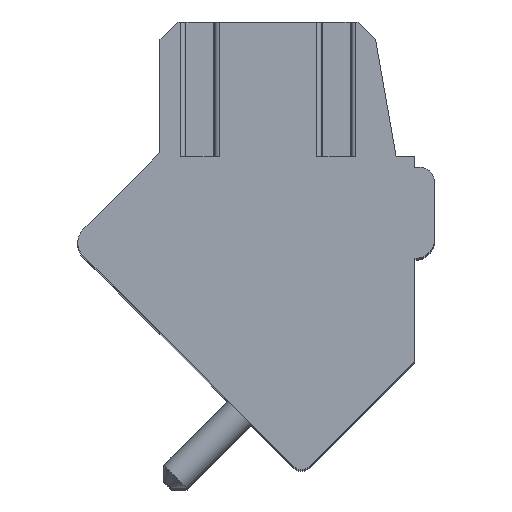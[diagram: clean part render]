
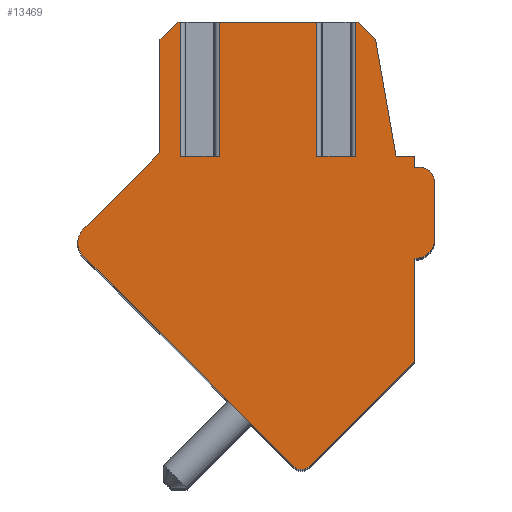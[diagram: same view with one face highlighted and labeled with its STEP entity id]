
A CAD part, top view. The second image highlights one B-rep face of the part: STEP entity #13469.
In plain terms, the highlighted planar face has unit normal (0, 0, 1).
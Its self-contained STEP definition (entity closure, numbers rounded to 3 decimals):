
#2025=DIRECTION('',(0.707,-0.707,0.));
#2026=VECTOR('',#2025,8.2);
#2027=CARTESIAN_POINT('',(-4.761,0.072,1.75));
#2028=LINE('',#2027,#2026);
#2318=DIRECTION('',(1.,0.,0.));
#2319=VECTOR('',#2318,1.07);
#2320=CARTESIAN_POINT('',(1.673,2.8,1.75));
#2321=LINE('',#2320,#2319);
#2322=DIRECTION('',(0.,1.,0.));
#2323=VECTOR('',#2322,3.7);
#2324=CARTESIAN_POINT('',(2.743,2.8,1.75));
#2325=LINE('',#2324,#2323);
#2326=DIRECTION('',(-1.,0.,0.));
#2327=VECTOR('',#2326,0.068);
#2328=CARTESIAN_POINT('',(2.811,6.5,1.75));
#2329=LINE('',#2328,#2327);
#2330=DIRECTION('',(-0.707,0.707,0.));
#2331=VECTOR('',#2330,0.677);
#2332=CARTESIAN_POINT('',(3.29,6.021,1.75));
#2333=LINE('',#2332,#2331);
#2334=DIRECTION('',(-0.174,0.985,0.));
#2335=VECTOR('',#2334,3.271);
#2336=CARTESIAN_POINT('',(3.858,2.8,1.75));
#2337=LINE('',#2336,#2335);
#2338=DIRECTION('',(-1.,0.,0.));
#2339=VECTOR('',#2338,0.5);
#2340=CARTESIAN_POINT('',(4.358,2.8,1.75));
#2341=LINE('',#2340,#2339);
#2342=DIRECTION('',(0.,1.,0.));
#2343=VECTOR('',#2342,0.3);
#2344=CARTESIAN_POINT('',(4.358,2.5,1.75));
#2345=LINE('',#2344,#2343);
#2346=DIRECTION('',(-1.,0.,0.));
#2347=VECTOR('',#2346,0.15);
#2348=CARTESIAN_POINT('',(4.508,2.5,1.75));
#2349=LINE('',#2348,#2347);
#2350=CARTESIAN_POINT('',(4.508,2.1,1.75));
#2351=DIRECTION('',(0.,0.,1.));
#2352=DIRECTION('',(1.,0.,0.));
#2353=AXIS2_PLACEMENT_3D('',#2350,#2351,#2352);
#2355=DIRECTION('',(0.,1.,0.));
#2356=VECTOR('',#2355,1.6);
#2357=CARTESIAN_POINT('',(4.908,0.5,1.75));
#2358=LINE('',#2357,#2356);
#2359=CARTESIAN_POINT('',(4.408,0.5,1.75));
#2360=DIRECTION('',(0.,0.,1.));
#2361=DIRECTION('',(0.,-1.,0.));
#2362=AXIS2_PLACEMENT_3D('',#2359,#2360,#2361);
#2364=DIRECTION('',(1.,0.,0.));
#2365=VECTOR('',#2364,0.05);
#2366=CARTESIAN_POINT('',(4.358,0.,1.75));
#2367=LINE('',#2366,#2365);
#2368=DIRECTION('',(0.,1.,0.));
#2369=VECTOR('',#2368,2.83);
#2370=CARTESIAN_POINT('',(4.358,-2.83,1.75));
#2371=LINE('',#2370,#2369);
#2372=DIRECTION('',(0.707,0.707,0.));
#2373=VECTOR('',#2372,4.096);
#2374=CARTESIAN_POINT('',(1.461,-5.727,1.75));
#2375=LINE('',#2374,#2373);
#2376=CARTESIAN_POINT('',(1.249,-5.515,1.75));
#2377=DIRECTION('',(0.,0.,1.));
#2378=DIRECTION('',(-0.707,-0.707,0.));
#2379=AXIS2_PLACEMENT_3D('',#2376,#2377,#2378);
#2381=CARTESIAN_POINT('',(-4.408,0.425,1.75));
#2382=DIRECTION('',(0.,0.,1.));
#2383=DIRECTION('',(-0.707,0.707,0.));
#2384=AXIS2_PLACEMENT_3D('',#2381,#2382,#2383);
#2386=DIRECTION('',(-0.707,-0.707,0.));
#2387=VECTOR('',#2386,2.997);
#2388=CARTESIAN_POINT('',(-2.642,2.898,1.75));
#2389=LINE('',#2388,#2387);
#2390=DIRECTION('',(0.,-1.,0.));
#2391=VECTOR('',#2390,3.111);
#2392=CARTESIAN_POINT('',(-2.642,6.009,1.75));
#2393=LINE('',#2392,#2391);
#2394=DIRECTION('',(-0.707,-0.707,0.));
#2395=VECTOR('',#2394,0.694);
#2396=CARTESIAN_POINT('',(-2.151,6.5,1.75));
#2397=LINE('',#2396,#2395);
#2398=DIRECTION('',(-1.,0.,0.));
#2399=VECTOR('',#2398,0.074);
#2400=CARTESIAN_POINT('',(-2.077,6.5,1.75));
#2401=LINE('',#2400,#2399);
#2402=DIRECTION('',(0.,1.,0.));
#2403=VECTOR('',#2402,3.7);
#2404=CARTESIAN_POINT('',(-2.077,2.8,1.75));
#2405=LINE('',#2404,#2403);
#2406=DIRECTION('',(1.,0.,0.));
#2407=VECTOR('',#2406,1.07);
#2408=CARTESIAN_POINT('',(-2.077,2.8,1.75));
#2409=LINE('',#2408,#2407);
#2410=DIRECTION('',(0.,1.,0.));
#2411=VECTOR('',#2410,3.7);
#2412=CARTESIAN_POINT('',(-1.007,2.8,1.75));
#2413=LINE('',#2412,#2411);
#2414=DIRECTION('',(-1.,0.,0.));
#2415=VECTOR('',#2414,2.68);
#2416=CARTESIAN_POINT('',(1.673,6.5,1.75));
#2417=LINE('',#2416,#2415);
#2418=DIRECTION('',(0.,1.,0.));
#2419=VECTOR('',#2418,3.7);
#2420=CARTESIAN_POINT('',(1.673,2.8,1.75));
#2421=LINE('',#2420,#2419);
#8259=CARTESIAN_POINT('',(1.673,2.8,1.75));
#8260=CARTESIAN_POINT('',(2.743,2.8,1.75));
#8261=VERTEX_POINT('',#8259);
#8262=VERTEX_POINT('',#8260);
#8263=CARTESIAN_POINT('',(2.743,6.5,1.75));
#8264=VERTEX_POINT('',#8263);
#8265=CARTESIAN_POINT('',(1.673,6.5,1.75));
#8266=VERTEX_POINT('',#8265);
#8279=CARTESIAN_POINT('',(-2.077,2.8,1.75));
#8280=CARTESIAN_POINT('',(-1.007,2.8,1.75));
#8281=VERTEX_POINT('',#8279);
#8282=VERTEX_POINT('',#8280);
#8283=CARTESIAN_POINT('',(-1.007,6.5,1.75));
#8284=VERTEX_POINT('',#8283);
#8285=CARTESIAN_POINT('',(-2.077,6.5,1.75));
#8286=VERTEX_POINT('',#8285);
#8377=CARTESIAN_POINT('',(1.037,-5.727,1.75));
#8378=CARTESIAN_POINT('',(1.461,-5.727,1.75));
#8379=VERTEX_POINT('',#8377);
#8380=VERTEX_POINT('',#8378);
#8381=CARTESIAN_POINT('',(4.358,-2.83,1.75));
#8382=VERTEX_POINT('',#8381);
#8383=CARTESIAN_POINT('',(4.358,0.,1.75));
#8384=VERTEX_POINT('',#8383);
#8385=CARTESIAN_POINT('',(4.408,0.,1.75));
#8386=VERTEX_POINT('',#8385);
#8387=CARTESIAN_POINT('',(4.908,0.5,1.75));
#8388=VERTEX_POINT('',#8387);
#8389=CARTESIAN_POINT('',(4.908,2.1,1.75));
#8390=VERTEX_POINT('',#8389);
#8391=CARTESIAN_POINT('',(4.508,2.5,1.75));
#8392=VERTEX_POINT('',#8391);
#8393=CARTESIAN_POINT('',(4.358,2.5,1.75));
#8394=VERTEX_POINT('',#8393);
#8395=CARTESIAN_POINT('',(4.358,2.8,1.75));
#8396=VERTEX_POINT('',#8395);
#8397=CARTESIAN_POINT('',(3.858,2.8,1.75));
#8398=VERTEX_POINT('',#8397);
#8399=CARTESIAN_POINT('',(3.29,6.021,1.75));
#8400=VERTEX_POINT('',#8399);
#8401=CARTESIAN_POINT('',(2.811,6.5,1.75));
#8402=VERTEX_POINT('',#8401);
#8403=CARTESIAN_POINT('',(-2.151,6.5,1.75));
#8404=CARTESIAN_POINT('',(-2.642,6.009,1.75));
#8405=VERTEX_POINT('',#8403);
#8406=VERTEX_POINT('',#8404);
#8407=CARTESIAN_POINT('',(-4.761,0.779,1.75));
#8408=CARTESIAN_POINT('',(-4.761,0.072,1.75));
#8409=VERTEX_POINT('',#8407);
#8410=VERTEX_POINT('',#8408);
#8415=CARTESIAN_POINT('',(-2.642,2.898,1.75));
#8417=VERTEX_POINT('',#8415);
#13426=CARTESIAN_POINT('',(0.,0.,1.75));
#13427=DIRECTION('',(0.,0.,1.));
#13428=DIRECTION('',(1.,0.,0.));
#13429=AXIS2_PLACEMENT_3D('',#13426,#13427,#13428);
#13430=PLANE('',#13429);
#13432=ORIENTED_EDGE('',*,*,#13431,.T.);
#13434=ORIENTED_EDGE('',*,*,#13433,.T.);
#13435=ORIENTED_EDGE('',*,*,#10735,.F.);
#13436=ORIENTED_EDGE('',*,*,#10951,.F.);
#13437=ORIENTED_EDGE('',*,*,#10965,.F.);
#13438=ORIENTED_EDGE('',*,*,#10979,.F.);
#13439=ORIENTED_EDGE('',*,*,#11064,.F.);
#13440=ORIENTED_EDGE('',*,*,#11080,.F.);
#13441=ORIENTED_EDGE('',*,*,#11730,.F.);
#13442=ORIENTED_EDGE('',*,*,#11877,.F.);
#13443=ORIENTED_EDGE('',*,*,#12024,.F.);
#13444=ORIENTED_EDGE('',*,*,#12171,.F.);
#13445=ORIENTED_EDGE('',*,*,#12325,.F.);
#13446=ORIENTED_EDGE('',*,*,#13025,.F.);
#13447=ORIENTED_EDGE('',*,*,#13187,.F.);
#13448=ORIENTED_EDGE('',*,*,#13076,.F.);
#13450=ORIENTED_EDGE('',*,*,#13449,.F.);
#13452=ORIENTED_EDGE('',*,*,#13451,.F.);
#13454=ORIENTED_EDGE('',*,*,#13453,.F.);
#13456=ORIENTED_EDGE('',*,*,#13455,.F.);
#13457=ORIENTED_EDGE('',*,*,#10767,.F.);
#13459=ORIENTED_EDGE('',*,*,#13458,.F.);
#13461=ORIENTED_EDGE('',*,*,#13460,.T.);
#13463=ORIENTED_EDGE('',*,*,#13462,.T.);
#13464=ORIENTED_EDGE('',*,*,#10751,.F.);
#13466=ORIENTED_EDGE('',*,*,#13465,.F.);
#13467=EDGE_LOOP('',(#13432,#13434,#13435,#13436,#13437,#13438,#13439,#13440,
#13441,#13442,#13443,#13444,#13445,#13446,#13447,#13448,#13450,#13452,#13454,
#13456,#13457,#13459,#13461,#13463,#13464,#13466));
#13468=FACE_OUTER_BOUND('',#13467,.F.);
#2354=CIRCLE('',#2353,0.4);
#2363=CIRCLE('',#2362,0.5);
#2380=CIRCLE('',#2379,0.3);
#2385=CIRCLE('',#2384,0.5);
#10735=EDGE_CURVE('',#8402,#8264,#2329,.T.);
#10751=EDGE_CURVE('',#8266,#8284,#2417,.T.);
#10767=EDGE_CURVE('',#8286,#8405,#2401,.T.);
#10951=EDGE_CURVE('',#8400,#8402,#2333,.T.);
#10965=EDGE_CURVE('',#8398,#8400,#2337,.T.);
#10979=EDGE_CURVE('',#8396,#8398,#2341,.T.);
#11064=EDGE_CURVE('',#8394,#8396,#2345,.T.);
#11080=EDGE_CURVE('',#8392,#8394,#2349,.T.);
#11730=EDGE_CURVE('',#8390,#8392,#2354,.T.);
#11877=EDGE_CURVE('',#8388,#8390,#2358,.T.);
#12024=EDGE_CURVE('',#8386,#8388,#2363,.T.);
#12171=EDGE_CURVE('',#8384,#8386,#2367,.T.);
#12325=EDGE_CURVE('',#8382,#8384,#2371,.T.);
#13025=EDGE_CURVE('',#8380,#8382,#2375,.T.);
#13076=EDGE_CURVE('',#8410,#8379,#2028,.T.);
#13187=EDGE_CURVE('',#8379,#8380,#2380,.T.);
#13431=EDGE_CURVE('',#8261,#8262,#2321,.T.);
#13433=EDGE_CURVE('',#8262,#8264,#2325,.T.);
#13449=EDGE_CURVE('',#8409,#8410,#2385,.T.);
#13451=EDGE_CURVE('',#8417,#8409,#2389,.T.);
#13453=EDGE_CURVE('',#8406,#8417,#2393,.T.);
#13455=EDGE_CURVE('',#8405,#8406,#2397,.T.);
#13458=EDGE_CURVE('',#8281,#8286,#2405,.T.);
#13460=EDGE_CURVE('',#8281,#8282,#2409,.T.);
#13462=EDGE_CURVE('',#8282,#8284,#2413,.T.);
#13465=EDGE_CURVE('',#8261,#8266,#2421,.T.);
#13469=ADVANCED_FACE('',(#13468),#13430,.T.);
